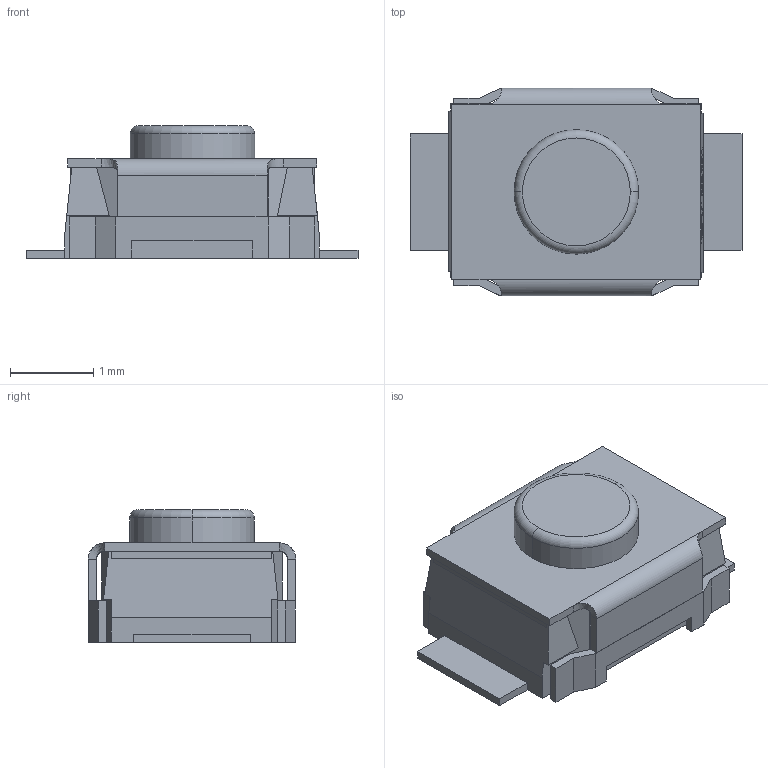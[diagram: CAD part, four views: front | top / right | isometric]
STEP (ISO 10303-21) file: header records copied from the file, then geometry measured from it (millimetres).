
FILE_DESCRIPTION (( 'STEP AP214' ), '1' );
FILE_NAME ('SW-SMD_L3.0-W2.5-H1.6-P3.40-LS4.0.step', '2022-07-26T08:00:21', ( '' ), ( '' ), 'SwSTEP 2.0', 'SolidWorks 2021', '' );
FILE_SCHEMA (( 'AUTOMOTIVE_DESIGN' ));
Length unit declared in the file: millimetre
Products named in the file (1): SW-SMD_L3.0-W2.5-H1.6-P3.40-LS4.0
Bounding box: 4 x 2.5 x 1.6 mm (x, y, z)
Volume: 8.9 mm3; surface area: 41.7 mm2
Topology: 1 solids, 1 shells, 344 faces, 938 edges, 617 vertices
Faces by surface type: plane 234, bspline 102, cylinder 6, torus 2
Entity records: 15034 total; most frequent: CARTESIAN_POINT 3438, ORIENTED_EDGE 1876, DIRECTION 1220, EDGE_CURVE 938, LINE 718, VECTOR 718, VERTEX_POINT 617, EDGE_LOOP 365
